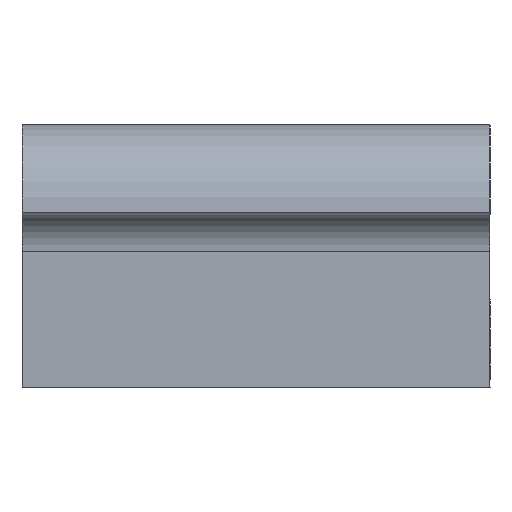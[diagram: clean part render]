
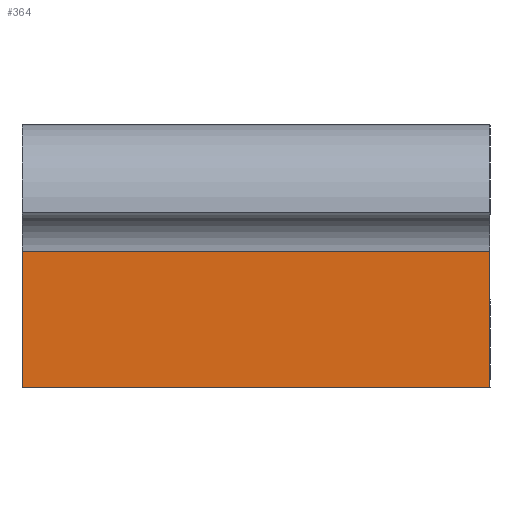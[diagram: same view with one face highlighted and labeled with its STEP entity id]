
A CAD part, front view. The second image highlights one B-rep face of the part: STEP entity #364.
In plain terms, the highlighted planar face has unit normal (0, -1, 0).
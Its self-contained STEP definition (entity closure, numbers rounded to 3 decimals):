
#306=CARTESIAN_POINT('',(-0.5,0.938,-0.084));
#307=VERTEX_POINT('',#306);
#315=CARTESIAN_POINT('',(0.5,0.938,-0.084));
#316=VERTEX_POINT('',#315);
#317=CARTESIAN_POINT('',(0.5,0.938,-0.084));
#318=DIRECTION('',(-1.0,0.0,0.0));
#319=VECTOR('',#318,1.0);
#320=LINE('',#317,#319);
#321=EDGE_CURVE('',#316,#307,#320,.T.);
#334=CARTESIAN_POINT('',(0.5,0.938,-0.084));
#335=DIRECTION('',(0.0,-1.0,0.0));
#336=DIRECTION('',(0.0,0.0,1.0));
#337=AXIS2_PLACEMENT_3D('',#334,#335,#336);
#338=PLANE('',#337);
#339=CARTESIAN_POINT('',(-0.5,0.938,-0.375));
#340=VERTEX_POINT('',#339);
#341=CARTESIAN_POINT('',(-0.5,0.938,-0.084));
#342=DIRECTION('',(0.0,0.0,-1.0));
#343=VECTOR('',#342,0.291);
#344=LINE('',#341,#343);
#345=EDGE_CURVE('',#307,#340,#344,.T.);
#346=ORIENTED_EDGE('',*,*,#345,.T.);
#347=CARTESIAN_POINT('',(0.5,0.938,-0.375));
#348=VERTEX_POINT('',#347);
#349=CARTESIAN_POINT('',(0.5,0.938,-0.375));
#350=DIRECTION('',(-1.0,0.0,0.0));
#351=VECTOR('',#350,1.0);
#352=LINE('',#349,#351);
#353=EDGE_CURVE('',#348,#340,#352,.T.);
#354=ORIENTED_EDGE('',*,*,#353,.F.);
#355=CARTESIAN_POINT('',(0.5,0.938,-0.084));
#356=DIRECTION('',(0.0,0.0,-1.0));
#357=VECTOR('',#356,0.291);
#358=LINE('',#355,#357);
#359=EDGE_CURVE('',#316,#348,#358,.T.);
#360=ORIENTED_EDGE('',*,*,#359,.F.);
#361=ORIENTED_EDGE('',*,*,#321,.T.);
#362=EDGE_LOOP('',(#346,#354,#360,#361));
#363=FACE_OUTER_BOUND('',#362,.T.);
#364=ADVANCED_FACE('',(#363),#338,.T.);
